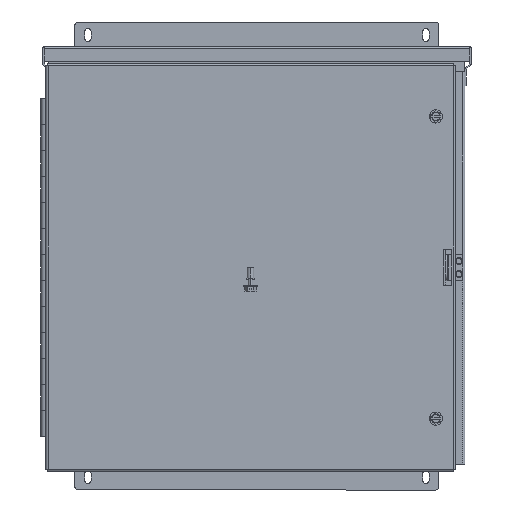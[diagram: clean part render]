
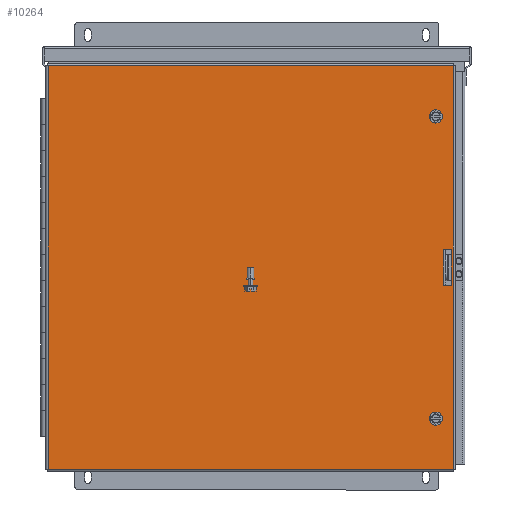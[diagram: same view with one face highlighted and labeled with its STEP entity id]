
A CAD part, front view. The second image highlights one B-rep face of the part: STEP entity #10264.
In plain terms, the highlighted planar face has unit normal (0, -1, 0).
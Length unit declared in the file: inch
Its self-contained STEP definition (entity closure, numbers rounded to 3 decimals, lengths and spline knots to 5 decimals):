
#187 = EDGE_CURVE ( 'NONE', #9522, #13199, #25219, .T. ) ;
#678 = ORIENTED_EDGE ( 'NONE', *, *, #23221, .T. ) ;
#823 = DIRECTION ( 'NONE',  ( 1., 0., 0. ) ) ;
#1384 = DIRECTION ( 'NONE',  ( 0., 1., 0. ) ) ;
#1520 = CARTESIAN_POINT ( 'NONE',  ( 6.881, -6.157, -6.2555 ) ) ;
#2026 = DIRECTION ( 'NONE',  ( 0., 1., 0. ) ) ;
#2243 = VERTEX_POINT ( 'NONE', #15679 ) ;
#2491 = ORIENTED_EDGE ( 'NONE', *, *, #8682, .T. ) ;
#3082 = LINE ( 'NONE', #18920, #17175 ) ;
#3334 = CARTESIAN_POINT ( 'NONE',  ( 7.47425, -6.157, 0.2445 ) ) ;
#3946 = EDGE_CURVE ( 'NONE', #12988, #22992, #18219, .T. ) ;
#3997 = CIRCLE ( 'NONE', #20969, 0.133 ) ;
#4112 = CARTESIAN_POINT ( 'NONE',  ( 7.47425, -6.157, -1.1305 ) ) ;
#4164 = LINE ( 'NONE', #24014, #21147 ) ;
#4805 = EDGE_CURVE ( 'NONE', #9318, #14892, #4164, .T. ) ;
#4923 = ORIENTED_EDGE ( 'NONE', *, *, #13135, .T. ) ;
#5109 = AXIS2_PLACEMENT_3D ( 'NONE', #5923, #2026, #19809 ) ;
#5267 = CARTESIAN_POINT ( 'NONE',  ( 7.545, -6.157, -8.1995 ) ) ;
#5294 = ORIENTED_EDGE ( 'NONE', *, *, #3946, .T. ) ;
#5296 = DIRECTION ( 'NONE',  ( 0., 0., 1. ) ) ;
#5548 = VERTEX_POINT ( 'NONE', #10301 ) ;
#5624 = CARTESIAN_POINT ( 'NONE',  ( 7.47425, -6.157, 0.2445 ) ) ;
#5806 = VECTOR ( 'NONE', #19064, 39.37008 ) ;
#5918 = VECTOR ( 'NONE', #5296, 39.37008 ) ;
#5923 = CARTESIAN_POINT ( 'NONE',  ( 6.881, -6.157, -6.2555 ) ) ;
#6191 = ORIENTED_EDGE ( 'NONE', *, *, #21995, .T. ) ;
#6346 = CARTESIAN_POINT ( 'NONE',  ( 6.748, -6.157, -6.2555 ) ) ;
#6447 = CARTESIAN_POINT ( 'NONE',  ( -8.033, -6.157, -8.1995 ) ) ;
#6731 = CARTESIAN_POINT ( 'NONE',  ( 7.014, -6.157, 5.3695 ) ) ;
#6834 = VERTEX_POINT ( 'NONE', #23960 ) ;
#7334 = FACE_BOUND ( 'NONE', #22723, .T. ) ;
#7414 = ORIENTED_EDGE ( 'NONE', *, *, #8681, .T. ) ;
#7513 = EDGE_CURVE ( 'NONE', #13199, #6834, #23830, .T. ) ;
#8168 = CARTESIAN_POINT ( 'NONE',  ( 7.16175, -6.157, -1.1305 ) ) ;
#8546 = VERTEX_POINT ( 'NONE', #6346 ) ;
#8682 = EDGE_CURVE ( 'NONE', #14892, #19102, #15014, .T. ) ;
#8681 = EDGE_CURVE ( 'NONE', #9568, #9522, #19302, .T. ) ;
#8706 = EDGE_CURVE ( 'NONE', #5548, #8546, #9213, .T. ) ;
#8915 = CARTESIAN_POINT ( 'NONE',  ( 7.16175, -6.157, 0.2445 ) ) ;
#9100 = CARTESIAN_POINT ( 'NONE',  ( 6.748, -6.157, 5.3695 ) ) ;
#9191 = CARTESIAN_POINT ( 'NONE',  ( 7.545, -6.157, 7.3135 ) ) ;
#9213 = CIRCLE ( 'NONE', #20415, 0.133 ) ;
#9318 = VERTEX_POINT ( 'NONE', #10566 ) ;
#9522 = VERTEX_POINT ( 'NONE', #24560 ) ;
#9568 = VERTEX_POINT ( 'NONE', #8168 ) ;
#10264 = ADVANCED_FACE ( 'NONE', ( #23283, #7334, #13422, #17054 ), #24975, .T. ) ;
#10290 = ORIENTED_EDGE ( 'NONE', *, *, #8706, .T. ) ;
#10301 = CARTESIAN_POINT ( 'NONE',  ( 7.014, -6.157, -6.2555 ) ) ;
#10566 = CARTESIAN_POINT ( 'NONE',  ( -8.033, -6.157, -8.1995 ) ) ;
#10704 = DIRECTION ( 'NONE',  ( 0., 1., 0. ) ) ;
#11171 = AXIS2_PLACEMENT_3D ( 'NONE', #12650, #10704, #823 ) ;
#11623 = CARTESIAN_POINT ( 'NONE',  ( 7.545, -6.157, 7.3135 ) ) ;
#11761 = DIRECTION ( 'NONE',  ( 0., 0., -1. ) ) ;
#11842 = CARTESIAN_POINT ( 'NONE',  ( 6.881, -6.157, 5.3695 ) ) ;
#12650 = CARTESIAN_POINT ( 'NONE',  ( 6.881, -6.157, 5.3695 ) ) ;
#12988 = VERTEX_POINT ( 'NONE', #6731 ) ;
#13135 = EDGE_CURVE ( 'NONE', #6834, #9568, #3082, .T. ) ;
#13199 = VERTEX_POINT ( 'NONE', #3334 ) ;
#13422 = FACE_BOUND ( 'NONE', #21393, .T. ) ;
#14286 = DIRECTION ( 'NONE',  ( 1., 0., 0. ) ) ;
#14892 = VERTEX_POINT ( 'NONE', #21351 ) ;
#14894 = DIRECTION ( 'NONE',  ( 1., 0., 0. ) ) ;
#15014 = LINE ( 'NONE', #16836, #17522 ) ;
#15246 = DIRECTION ( 'NONE',  ( 0., -1., 0. ) ) ;
#15679 = CARTESIAN_POINT ( 'NONE',  ( -8.033, -6.157, 7.3135 ) ) ;
#16361 = EDGE_LOOP ( 'NONE', ( #18895, #6191, #18886, #2491 ) ) ;
#16836 = CARTESIAN_POINT ( 'NONE',  ( 7.545, -6.157, -8.1995 ) ) ;
#17054 = FACE_BOUND ( 'NONE', #22472, .T. ) ;
#17056 = VECTOR ( 'NONE', #11761, 39.37008 ) ;
#17175 = VECTOR ( 'NONE', #19040, 39.37008 ) ;
#17267 = VECTOR ( 'NONE', #23523, 39.37008 ) ;
#17522 = VECTOR ( 'NONE', #24878, 39.37008 ) ;
#17586 = EDGE_CURVE ( 'NONE', #19102, #2243, #25420, .T. ) ;
#18219 = CIRCLE ( 'NONE', #11171, 0.133 ) ;
#18751 = DIRECTION ( 'NONE',  ( 1., 0., 0. ) ) ;
#18886 = ORIENTED_EDGE ( 'NONE', *, *, #4805, .T. ) ;
#18895 = ORIENTED_EDGE ( 'NONE', *, *, #17586, .T. ) ;
#18920 = CARTESIAN_POINT ( 'NONE',  ( 7.16175, -6.157, -1.1305 ) ) ;
#19040 = DIRECTION ( 'NONE',  ( -1., 0., 0. ) ) ;
#19064 = DIRECTION ( 'NONE',  ( -1., 0., 0. ) ) ;
#19102 = VERTEX_POINT ( 'NONE', #11623 ) ;
#19181 = ORIENTED_EDGE ( 'NONE', *, *, #22050, .T. ) ;
#19302 = LINE ( 'NONE', #8915, #5918 ) ;
#19760 = DIRECTION ( 'NONE',  ( 0., 1., 0. ) ) ;
#19809 = DIRECTION ( 'NONE',  ( 1., 0., 0. ) ) ;
#20415 = AXIS2_PLACEMENT_3D ( 'NONE', #1520, #1384, #14894 ) ;
#20969 = AXIS2_PLACEMENT_3D ( 'NONE', #11842, #19760, #21841 ) ;
#21147 = VECTOR ( 'NONE', #14286, 39.37008 ) ;
#21351 = CARTESIAN_POINT ( 'NONE',  ( 7.545, -6.157, -8.1995 ) ) ;
#21393 = EDGE_LOOP ( 'NONE', ( #25100, #4923, #7414, #25087 ) ) ;
#21841 = DIRECTION ( 'NONE',  ( 1., 0., 0. ) ) ;
#21995 = EDGE_CURVE ( 'NONE', #2243, #9318, #23828, .T. ) ;
#22050 = EDGE_CURVE ( 'NONE', #8546, #5548, #25432, .T. ) ;
#22175 = AXIS2_PLACEMENT_3D ( 'NONE', #5267, #15246, #18751 ) ;
#22472 = EDGE_LOOP ( 'NONE', ( #10290, #19181 ) ) ;
#22531 = VECTOR ( 'NONE', #24213, 39.37008 ) ;
#22723 = EDGE_LOOP ( 'NONE', ( #5294, #678 ) ) ;
#22992 = VERTEX_POINT ( 'NONE', #9100 ) ;
#23221 = EDGE_CURVE ( 'NONE', #22992, #12988, #3997, .T. ) ;
#23283 = FACE_OUTER_BOUND ( 'NONE', #16361, .T. ) ;
#23523 = DIRECTION ( 'NONE',  ( 1., 0., 0. ) ) ;
#23828 = LINE ( 'NONE', #6447, #22531 ) ;
#23830 = LINE ( 'NONE', #4112, #17056 ) ;
#23960 = CARTESIAN_POINT ( 'NONE',  ( 7.47425, -6.157, -1.1305 ) ) ;
#24014 = CARTESIAN_POINT ( 'NONE',  ( 7.545, -6.157, -8.1995 ) ) ;
#24213 = DIRECTION ( 'NONE',  ( 0., 0., -1. ) ) ;
#24560 = CARTESIAN_POINT ( 'NONE',  ( 7.16175, -6.157, 0.2445 ) ) ;
#24878 = DIRECTION ( 'NONE',  ( 0., 0., 1. ) ) ;
#24975 = PLANE ( 'NONE',  #22175 ) ;
#25087 = ORIENTED_EDGE ( 'NONE', *, *, #187, .T. ) ;
#25100 = ORIENTED_EDGE ( 'NONE', *, *, #7513, .T. ) ;
#25219 = LINE ( 'NONE', #5624, #17267 ) ;
#25420 = LINE ( 'NONE', #9191, #5806 ) ;
#25432 = CIRCLE ( 'NONE', #5109, 0.133 ) ;
